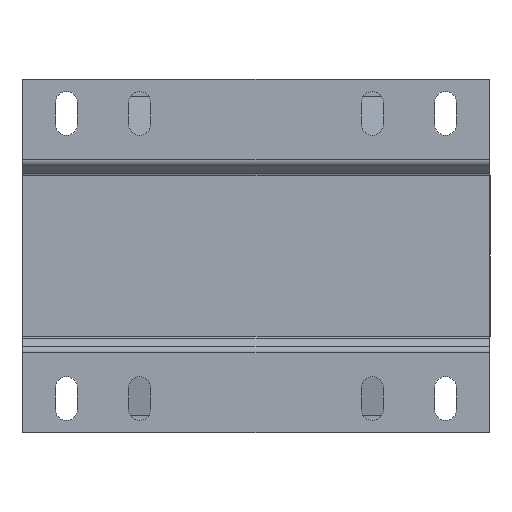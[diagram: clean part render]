
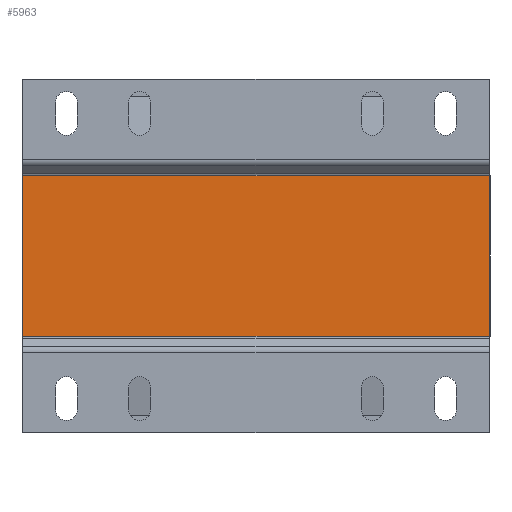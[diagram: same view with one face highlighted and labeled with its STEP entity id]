
A CAD part, front view. The second image highlights one B-rep face of the part: STEP entity #5963.
In plain terms, the highlighted planar face has unit normal (0, -1, 0).
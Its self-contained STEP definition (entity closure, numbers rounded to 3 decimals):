
#179 = CARTESIAN_POINT ( 'NONE',  ( -95.75, -82.5, 74. ) ) ;
#769 = CARTESIAN_POINT ( 'NONE',  ( 95.75, -82.5, -33. ) ) ;
#772 = DIRECTION ( 'NONE',  ( 0., 0., 1. ) ) ;
#949 = AXIS2_PLACEMENT_3D ( 'NONE', #4931, #3755, #772 ) ;
#1450 = VECTOR ( 'NONE', #6756, 1000. ) ;
#1620 = LINE ( 'NONE', #6103, #5789 ) ;
#1630 = VECTOR ( 'NONE', #6508, 1000. ) ;
#2004 = VERTEX_POINT ( 'NONE', #2605 ) ;
#2295 = FACE_OUTER_BOUND ( 'NONE', #5041, .T. ) ;
#2330 = CARTESIAN_POINT ( 'NONE',  ( -95.75, -82.5, 33. ) ) ;
#2583 = PLANE ( 'NONE',  #949 ) ;
#2605 = CARTESIAN_POINT ( 'NONE',  ( 95.75, -82.5, 33. ) ) ;
#2686 = LINE ( 'NONE', #179, #1450 ) ;
#3051 = LINE ( 'NONE', #7638, #3412 ) ;
#3372 = VERTEX_POINT ( 'NONE', #769 ) ;
#3412 = VECTOR ( 'NONE', #7661, 1000. ) ;
#3755 = DIRECTION ( 'NONE',  ( 0., 1., 0. ) ) ;
#4150 = EDGE_CURVE ( 'NONE', #7506, #6308, #2686, .T. ) ;
#4367 = ORIENTED_EDGE ( 'NONE', *, *, #4399, .T. ) ;
#4384 = DIRECTION ( 'NONE',  ( 0., 0., -1. ) ) ;
#4399 = EDGE_CURVE ( 'NONE', #7506, #3372, #7598, .T. ) ;
#4514 = EDGE_CURVE ( 'NONE', #2004, #6308, #3051, .T. ) ;
#4636 = CARTESIAN_POINT ( 'NONE',  ( 95.75, -82.5, -33. ) ) ;
#4663 = ORIENTED_EDGE ( 'NONE', *, *, #4514, .T. ) ;
#4931 = CARTESIAN_POINT ( 'NONE',  ( 0., -82.5, 0. ) ) ;
#5041 = EDGE_LOOP ( 'NONE', ( #4663, #6344, #4367, #6712 ) ) ;
#5346 = CARTESIAN_POINT ( 'NONE',  ( -95.75, -82.5, -33. ) ) ;
#5789 = VECTOR ( 'NONE', #4384, 1000. ) ;
#5963 = ADVANCED_FACE ( 'NONE', ( #2295 ), #2583, .F. ) ;
#6103 = CARTESIAN_POINT ( 'NONE',  ( 95.75, -82.5, 74. ) ) ;
#6308 = VERTEX_POINT ( 'NONE', #2330 ) ;
#6344 = ORIENTED_EDGE ( 'NONE', *, *, #4150, .F. ) ;
#6508 = DIRECTION ( 'NONE',  ( 1., 0., 0. ) ) ;
#6712 = ORIENTED_EDGE ( 'NONE', *, *, #7095, .F. ) ;
#6756 = DIRECTION ( 'NONE',  ( 0., 0., 1. ) ) ;
#7095 = EDGE_CURVE ( 'NONE', #2004, #3372, #1620, .T. ) ;
#7506 = VERTEX_POINT ( 'NONE', #5346 ) ;
#7598 = LINE ( 'NONE', #4636, #1630 ) ;
#7638 = CARTESIAN_POINT ( 'NONE',  ( 95.75, -82.5, 33. ) ) ;
#7661 = DIRECTION ( 'NONE',  ( -1., 0., 0. ) ) ;
